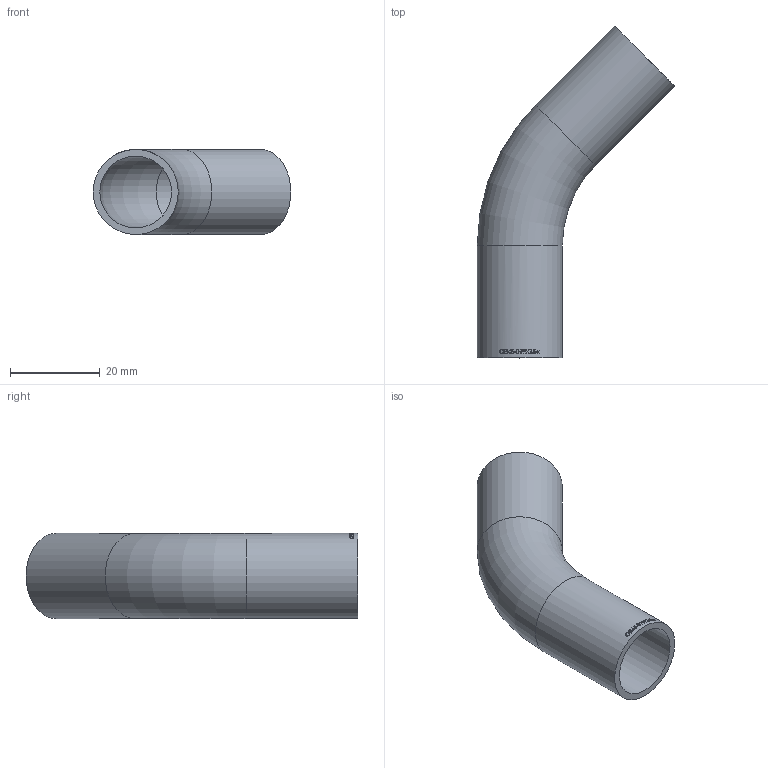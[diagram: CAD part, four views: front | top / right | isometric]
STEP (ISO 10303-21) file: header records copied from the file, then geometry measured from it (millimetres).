
FILE_DESCRIPTION (( 'STEP AP214' ), '1' );
FILE_NAME ('OR45-019X15-x Bogen orbital 45° A 2008.STEP', '2020-08-18T13:09:27', ( '' ), ( '' ), 'SwSTEP 2.0', 'SolidWorks 2019', '' );
FILE_SCHEMA (( 'AUTOMOTIVE_DESIGN' ));
Length unit declared in the file: millimetre
Products named in the file (1): OR45-019X15-x Bogen orbital 45° A 2008
Bounding box: 44.15 x 74.14 x 19 mm (x, y, z)
Volume: 6390.2 mm3; surface area: 8685.3 mm2
Topology: 1 solids, 1 shells, 26 faces, 146 edges, 140 vertices
Faces by surface type: cylinder 22, torus 2, plane 2
Full cylindrical faces by diameter (mm): 16 x2, 19 x2
Entity records: 2344 total; most frequent: CARTESIAN_POINT 1071, ORIENTED_EDGE 276, DIRECTION 158, EDGE_CURVE 138, VERTEX_POINT 138, B_SPLINE_CURVE_WITH_KNOTS 77, AXIS2_PLACEMENT_3D 70, EDGE_LOOP 52
